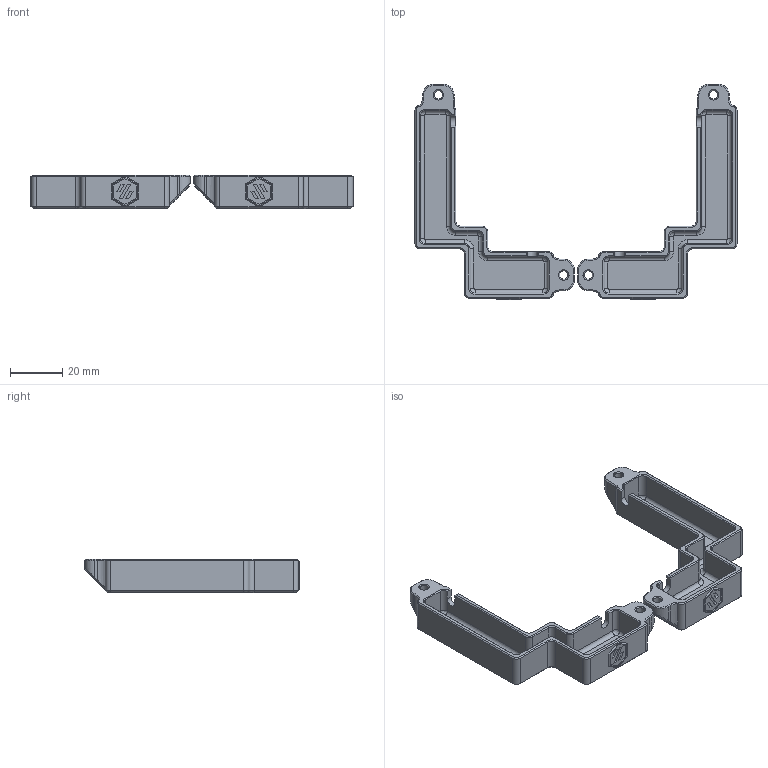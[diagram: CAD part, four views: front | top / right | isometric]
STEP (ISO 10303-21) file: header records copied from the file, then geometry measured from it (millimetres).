
FILE_DESCRIPTION(/* description */ (''),/* implementation_level */ '2;1');
FILE_SCHEMA (('AUTOMOTIVE_DESIGN { 1 0 10303 214 3 1 1 }'));
Length unit declared in the file: millimetre
Products named in the file (2): [a]_top_corner_cable_hide_x4; [a]_top_corner_cable_hide_x2
Assembly tree (1 placements, depth 2):
  [a]_top_corner_cable_hide_x4
    [a]_top_corner_cable_hide_x2
Bounding box: 123.36 x 82.4 x 13 mm (x, y, z)
Volume: 19328.1 mm3; surface area: 18156.8 mm2
Topology: 2 solids, 2 shells, 450 faces, 1074 edges, 640 vertices
Faces by surface type: plane 234, cylinder 86, cone 82, bspline 42, torus 6
Full cylindrical faces by diameter (mm): 3.2 x4, 5.8 x4
Entity records: 13363 total; most frequent: CARTESIAN_POINT 3033, ORIENTED_EDGE 2148, DIRECTION 2100, EDGE_CURVE 1074, LINE 722, VECTOR 722, AXIS2_PLACEMENT_3D 689, VERTEX_POINT 640
